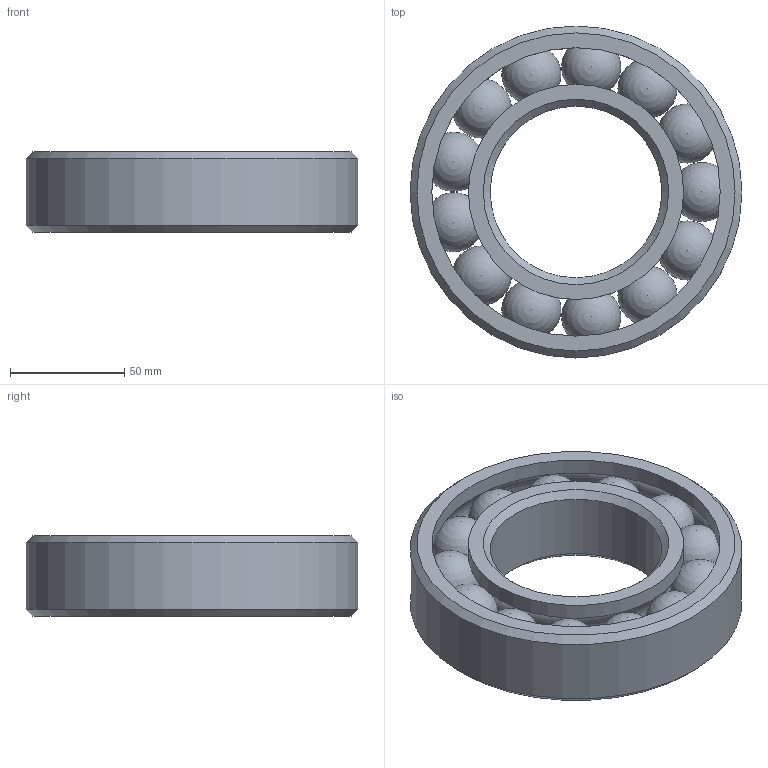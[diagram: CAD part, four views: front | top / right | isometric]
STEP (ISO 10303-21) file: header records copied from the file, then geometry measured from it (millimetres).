
FILE_DESCRIPTION(('STEP AP214'),'1');
FILE_NAME('Giant Bearing.A.stp','2014-10-23T14:33:01',(' '),(' '),'Spatial InterOp 3D',' ',' ');
FILE_SCHEMA(('automotive_design'));
Length unit declared in the file: millimetre
Products named in the file (15): Giant Bearing
Assembly tree (14 placements, depth 2):
  (unnamed)
    Giant Bearing
    Giant Bearing
    Giant Bearing
    Giant Bearing
    Giant Bearing
    Giant Bearing
    Giant Bearing
    Giant Bearing
    Giant Bearing
    Giant Bearing
    Giant Bearing
    Giant Bearing
    Giant Bearing
    Giant Bearing
Bounding box: 145 x 145 x 35 mm (x, y, z)
Volume: 399265.2 mm3; surface area: 114502.6 mm2
Topology: 27 solids, 27 shells, 41 faces, 105 edges, 68 vertices
Faces by surface type: sphere 25, cylinder 6, plane 4, cone 4, torus 2
Full cylindrical faces by diameter (mm): 75 x1, 94 x2, 126 x2, 145 x1
Entity records: 1200 total; most frequent: DIRECTION 144, CARTESIAN_POINT 88, AXIS2_PLACEMENT_3D 72, STYLED_ITEM 41, PRESENTATION_STYLE_ASSIGNMENT 41, ADVANCED_FACE 41, SURFACE_STYLE_USAGE 41, SURFACE_SIDE_STYLE 41
